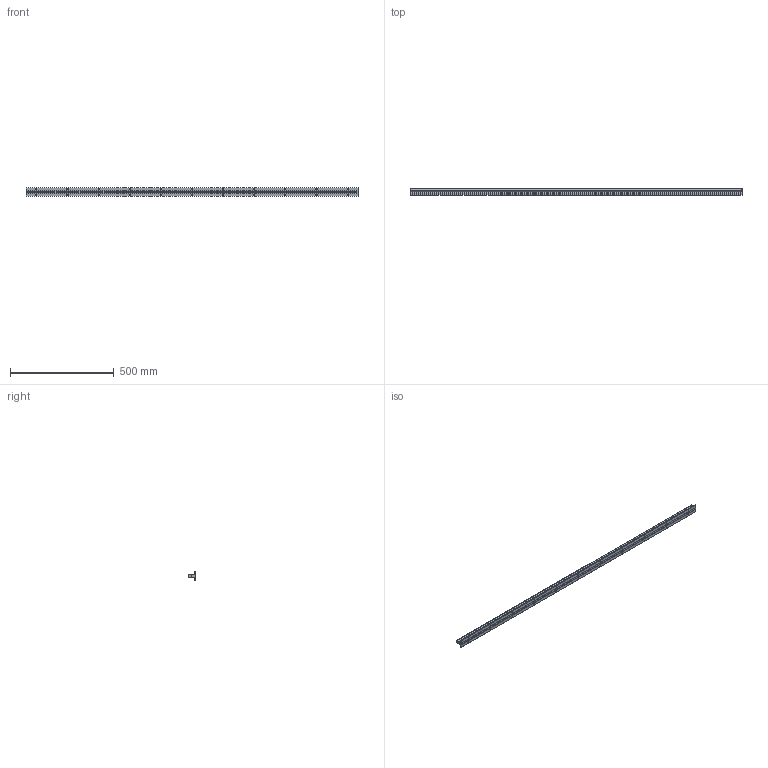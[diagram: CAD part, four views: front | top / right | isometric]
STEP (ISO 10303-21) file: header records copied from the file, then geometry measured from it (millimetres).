
FILE_DESCRIPTION (( 'STEP AP214' ), '1' );
FILE_NAME ('SBR16 1600L N=50.STEP', '2018-01-02T14:47:29', ( '砐錪賧瘔蠈錪 Windows' ), ( '' ), 'SwSTEP 2.0', 'SolidWorks 2016', '' );
FILE_SCHEMA (( 'AUTOMOTIVE_DESIGN' ));
Length unit declared in the file: millimetre
Products named in the file (1): SBR16 1600L N=50
Bounding box: 1600 x 33 x 40 mm (x, y, z)
Volume: 946472 mm3; surface area: 267971.5 mm2
Topology: 13 solids, 13 shells, 615 faces, 1598 edges, 987 vertices
Faces by surface type: cylinder 300, plane 223, cone 48, torus 44
Entity records: 23040 total; most frequent: CARTESIAN_POINT 4917, ORIENTED_EDGE 3152, DIRECTION 2994, EDGE_CURVE 1576, AXIS2_PLACEMENT_3D 1132, VERTEX_POINT 987, VECTOR 730, LINE 730
